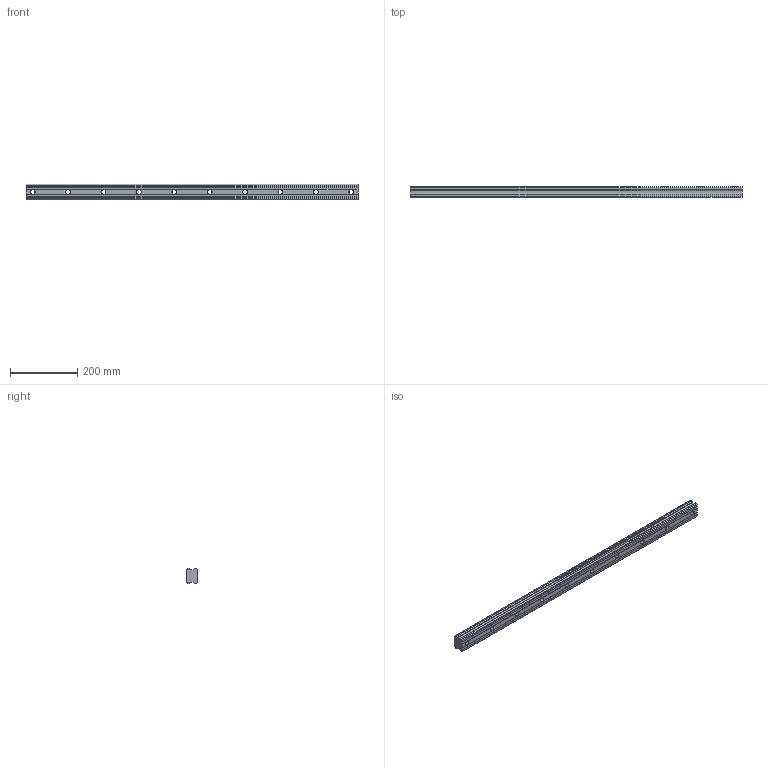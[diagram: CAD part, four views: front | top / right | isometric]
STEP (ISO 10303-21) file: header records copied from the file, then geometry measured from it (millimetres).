
FILE_DESCRIPTION (( 'STEP AP214' ), '1' );
FILE_NAME ('SHS45C1SS-985L_G20_0_B-PT18_422-5_0_0_0_1.STEP', '2021-06-23T12:01:56', ( '' ), ( '' ), 'SwSTEP 2.0', 'SolidWorks 2021', '' );
FILE_SCHEMA (( 'AUTOMOTIVE_DESIGN' ));
Length unit declared in the file: millimetre
Products named in the file (2): SHS45C1SS-985L_G20_0_B-PT18_422-5_0_0_0_1; _SHS45C98520 Track
Assembly tree (1 placements, depth 2):
  SHS45C1SS-985L_G20_0_B-PT18_422-5_0_0_0_1
    _SHS45C98520 Track
Bounding box: 985 x 32 x 45 mm (x, y, z)
Volume: 1225391.3 mm3; surface area: 170125.9 mm2
Topology: 1 solids, 1 shells, 104 faces, 266 edges, 164 vertices
Faces by surface type: cylinder 60, plane 44
Entity records: 3256 total; most frequent: DIRECTION 602, CARTESIAN_POINT 538, ORIENTED_EDGE 532, EDGE_CURVE 266, AXIS2_PLACEMENT_3D 228, VERTEX_POINT 164, LINE 146, VECTOR 146
